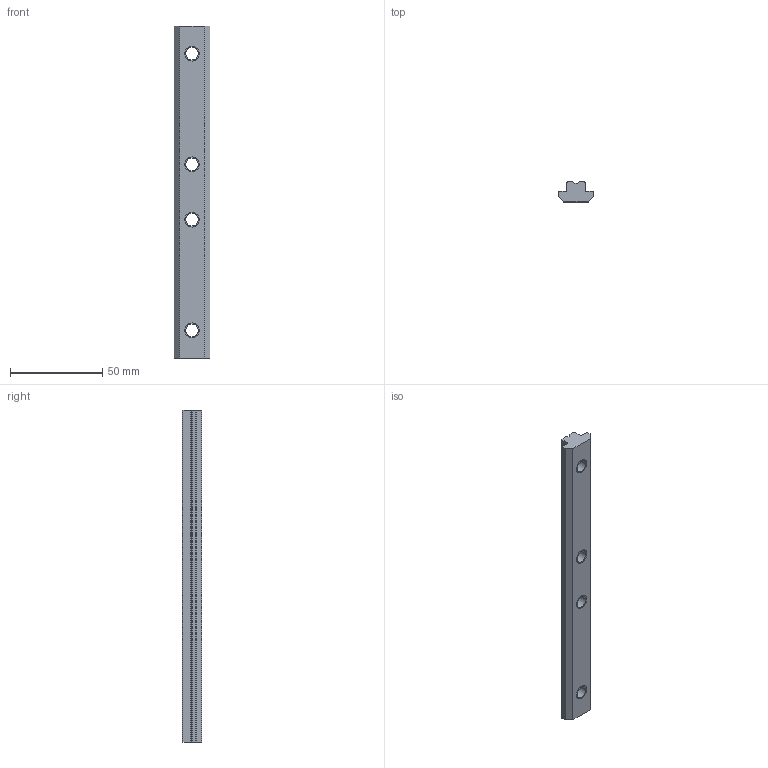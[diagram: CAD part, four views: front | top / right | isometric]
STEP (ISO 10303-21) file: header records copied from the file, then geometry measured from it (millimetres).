
FILE_DESCRIPTION((''),'2;1');
FILE_NAME('11095_LINEARNI_SPOJ_L180_U10','2022-09-16T13:38:57',('PredragRovcanin'),('Audax d.o.o.'),'CREO PARAMETRIC BY PTC INC, 2020281','CREO PARAMETRIC BY PTC INC, 2020281','');
FILE_SCHEMA(('AUTOMOTIVE_DESIGN { 1 0 10303 214 1 1 1 1 }'));
Length unit declared in the file: millimetre
Products named in the file (1): 11095_LINEARNI_SPOJ_L180_U10
Bounding box: 19.5 x 10.6 x 180 mm (x, y, z)
Volume: 24861.4 mm3; surface area: 12032.9 mm2
Topology: 1 solids, 5 shells, 49 faces, 183 edges, 138 vertices
Faces by surface type: cylinder 26, plane 23
Entity records: 3390 total; most frequent: CARTESIAN_POINT 426, COLOUR_RGB 322, DIRECTION 321, ORIENTED_EDGE 314, PRESENTATION_STYLE_ASSIGNMENT 190, STYLED_ITEM 190, CURVE_STYLE 185, EDGE_CURVE 177
